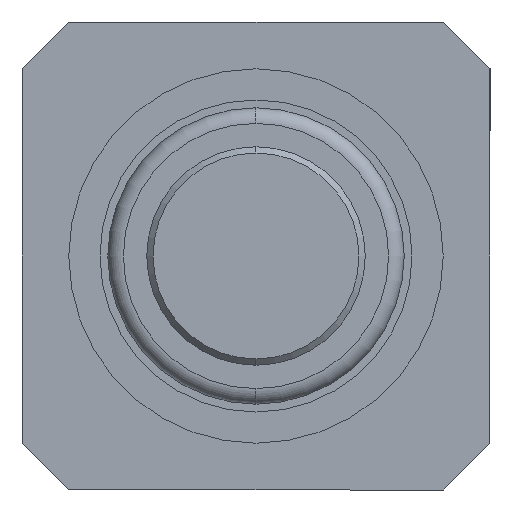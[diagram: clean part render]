
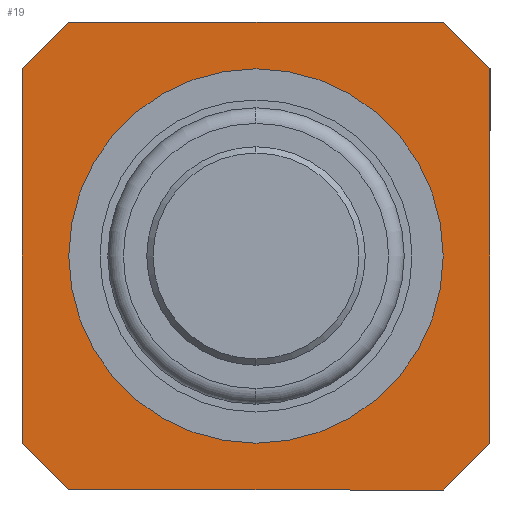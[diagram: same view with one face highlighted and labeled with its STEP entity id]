
A CAD part, front view. The second image highlights one B-rep face of the part: STEP entity #19.
In plain terms, the highlighted planar face has unit normal (0, -1, 0).
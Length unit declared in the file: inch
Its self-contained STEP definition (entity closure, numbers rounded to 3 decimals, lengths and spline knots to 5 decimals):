
#1 = ORIENTED_EDGE ( 'NONE', *, *, #3100, .F. ) ;
#2 = VERTEX_POINT ( 'NONE', #673 ) ;
#3 = ORIENTED_EDGE ( 'NONE', *, *, #10, .T. ) ;
#4 = VERTEX_POINT ( 'NONE', #672 ) ;
#5 = VERTEX_POINT ( 'NONE', #671 ) ;
#6 = EDGE_CURVE ( 'NONE', #5, #16, #670, .T. ) ;
#7 = VERTEX_POINT ( 'NONE', #666 ) ;
#8 = ORIENTED_EDGE ( 'NONE', *, *, #6, .T. ) ;
#9 = EDGE_CURVE ( 'NONE', #5, #7, #665, .T. ) ;
#10 = EDGE_CURVE ( 'NONE', #4, #7, #661, .T. ) ;
#11 = ORIENTED_EDGE ( 'NONE', *, *, #9, .F. ) ;
#13 = ORIENTED_EDGE ( 'NONE', *, *, #189, .T. ) ;
#14 = ORIENTED_EDGE ( 'NONE', *, *, #186, .F. ) ;
#16 = VERTEX_POINT ( 'NONE', #657 ) ;
#17 = ORIENTED_EDGE ( 'NONE', *, *, #20, .F. ) ;
#19 = ADVANCED_FACE ( 'NONE', ( #656, #655 ), #654, .F. ) ;
#20 = EDGE_CURVE ( 'NONE', #22, #16, #712, .T. ) ;
#21 = EDGE_LOOP ( 'NONE', ( #1, #3, #11, #8, #17, #13, #14, #185 ) ) ;
#22 = VERTEX_POINT ( 'NONE', #708 ) ;
#177 = ORIENTED_EDGE ( 'NONE', *, *, #182, .F. ) ;
#178 = EDGE_LOOP ( 'NONE', ( #177, #183 ) ) ;
#181 = EDGE_CURVE ( 'NONE', #187, #2, #968, .T. ) ;
#182 = EDGE_CURVE ( 'NONE', #396, #395, #964, .T. ) ;
#183 = ORIENTED_EDGE ( 'NONE', *, *, #322, .F. ) ;
#185 = ORIENTED_EDGE ( 'NONE', *, *, #181, .T. ) ;
#186 = EDGE_CURVE ( 'NONE', #187, #188, #948, .T. ) ;
#187 = VERTEX_POINT ( 'NONE', #944 ) ;
#188 = VERTEX_POINT ( 'NONE', #943 ) ;
#189 = EDGE_CURVE ( 'NONE', #22, #188, #942, .T. ) ;
#322 = EDGE_CURVE ( 'NONE', #395, #396, #1229, .T. ) ;
#395 = VERTEX_POINT ( 'NONE', #1388 ) ;
#396 = VERTEX_POINT ( 'NONE', #1387 ) ;
#653 = AXIS2_PLACEMENT_3D ( 'NONE', #715, #714, #713 ) ;
#654 = PLANE ( 'NONE',  #653 ) ;
#655 = FACE_BOUND ( 'NONE', #178, .T. ) ;
#656 = FACE_OUTER_BOUND ( 'NONE', #21, .T. ) ;
#657 = CARTESIAN_POINT ( 'NONE',  ( -1.5, 9.75, -1.875 ) ) ;
#658 = DIRECTION ( 'NONE',  ( -0.707, 0., -0.707 ) ) ;
#659 = VECTOR ( 'NONE', #658, 39.37008 ) ;
#660 = CARTESIAN_POINT ( 'NONE',  ( -1.5, 9.75, 1.875 ) ) ;
#661 = LINE ( 'NONE', #660, #659 ) ;
#662 = DIRECTION ( 'NONE',  ( 0., 0., 1. ) ) ;
#663 = VECTOR ( 'NONE', #662, 39.37008 ) ;
#664 = CARTESIAN_POINT ( 'NONE',  ( -1.875, 9.75, -1.875 ) ) ;
#665 = LINE ( 'NONE', #664, #663 ) ;
#666 = CARTESIAN_POINT ( 'NONE',  ( -1.875, 9.75, 1.5 ) ) ;
#667 = DIRECTION ( 'NONE',  ( 0.707, 0., -0.707 ) ) ;
#668 = VECTOR ( 'NONE', #667, 39.37008 ) ;
#669 = CARTESIAN_POINT ( 'NONE',  ( -1.875, 9.75, -1.5 ) ) ;
#670 = LINE ( 'NONE', #669, #668 ) ;
#671 = CARTESIAN_POINT ( 'NONE',  ( -1.875, 9.75, -1.5 ) ) ;
#672 = CARTESIAN_POINT ( 'NONE',  ( -1.5, 9.75, 1.875 ) ) ;
#673 = CARTESIAN_POINT ( 'NONE',  ( 1.5, 9.75, 1.875 ) ) ;
#708 = CARTESIAN_POINT ( 'NONE',  ( 1.5, 9.75, -1.875 ) ) ;
#709 = DIRECTION ( 'NONE',  ( -1., 0., 0. ) ) ;
#710 = VECTOR ( 'NONE', #709, 39.37008 ) ;
#711 = CARTESIAN_POINT ( 'NONE',  ( -1.875, 9.75, -1.875 ) ) ;
#712 = LINE ( 'NONE', #711, #710 ) ;
#713 = DIRECTION ( 'NONE',  ( 0., 0., 1. ) ) ;
#714 = DIRECTION ( 'NONE',  ( 0., 1., 0. ) ) ;
#715 = CARTESIAN_POINT ( 'NONE',  ( -1.875, 9.75, 1.875 ) ) ;
#939 = DIRECTION ( 'NONE',  ( 0.707, 0., 0.707 ) ) ;
#940 = VECTOR ( 'NONE', #939, 39.37008 ) ;
#941 = CARTESIAN_POINT ( 'NONE',  ( 1.5, 9.75, -1.875 ) ) ;
#942 = LINE ( 'NONE', #941, #940 ) ;
#943 = CARTESIAN_POINT ( 'NONE',  ( 1.875, 9.75, -1.5 ) ) ;
#944 = CARTESIAN_POINT ( 'NONE',  ( 1.875, 9.75, 1.5 ) ) ;
#945 = DIRECTION ( 'NONE',  ( 0., 0., -1. ) ) ;
#946 = VECTOR ( 'NONE', #945, 39.37008 ) ;
#947 = CARTESIAN_POINT ( 'NONE',  ( 1.875, 9.75, -1.875 ) ) ;
#948 = LINE ( 'NONE', #947, #946 ) ;
#960 = DIRECTION ( 'NONE',  ( 0., 0., 1. ) ) ;
#961 = DIRECTION ( 'NONE',  ( 0., -1., 0. ) ) ;
#962 = CARTESIAN_POINT ( 'NONE',  ( 0., 9.75, 0. ) ) ;
#963 = AXIS2_PLACEMENT_3D ( 'NONE', #962, #961, #960 ) ;
#964 = CIRCLE ( 'NONE', #963, 1.5 ) ;
#965 = DIRECTION ( 'NONE',  ( -0.707, 0., 0.707 ) ) ;
#966 = VECTOR ( 'NONE', #965, 39.37008 ) ;
#967 = CARTESIAN_POINT ( 'NONE',  ( 1.875, 9.75, 1.5 ) ) ;
#968 = LINE ( 'NONE', #967, #966 ) ;
#1225 = DIRECTION ( 'NONE',  ( 0., 0., 1. ) ) ;
#1226 = DIRECTION ( 'NONE',  ( 0., -1., 0. ) ) ;
#1227 = CARTESIAN_POINT ( 'NONE',  ( 0., 9.75, 0. ) ) ;
#1228 = AXIS2_PLACEMENT_3D ( 'NONE', #1227, #1226, #1225 ) ;
#1229 = CIRCLE ( 'NONE', #1228, 1.5 ) ;
#1387 = CARTESIAN_POINT ( 'NONE',  ( 0., 9.75, 1.5 ) ) ;
#1388 = CARTESIAN_POINT ( 'NONE',  ( 0., 9.75, -1.5 ) ) ;
#2567 = DIRECTION ( 'NONE',  ( 1., 0., 0. ) ) ;
#2568 = VECTOR ( 'NONE', #2567, 39.37008 ) ;
#2569 = CARTESIAN_POINT ( 'NONE',  ( -1.875, 9.75, 1.875 ) ) ;
#2570 = LINE ( 'NONE', #2569, #2568 ) ;
#3100 = EDGE_CURVE ( 'NONE', #4, #2, #2570, .T. ) ;
